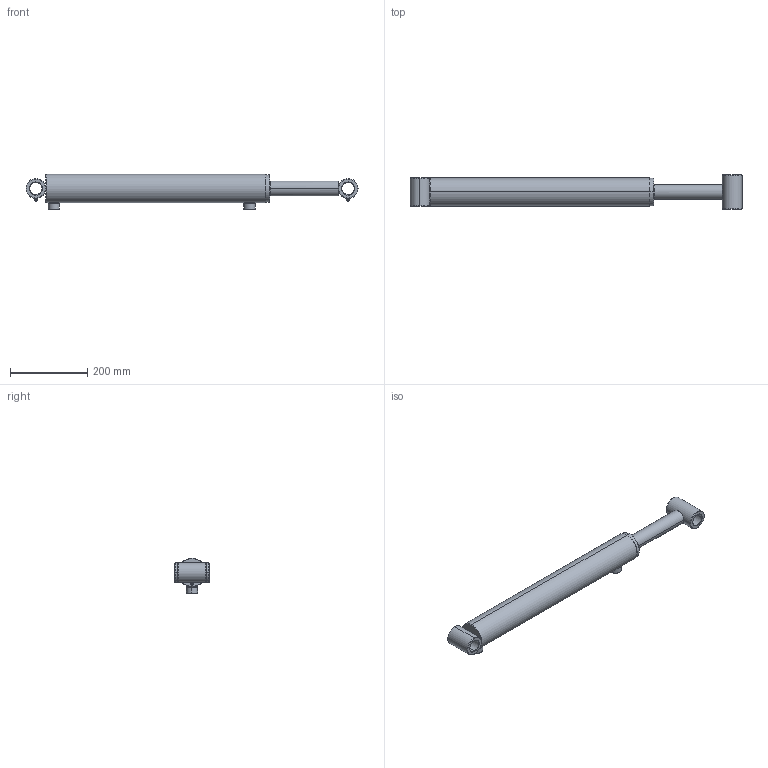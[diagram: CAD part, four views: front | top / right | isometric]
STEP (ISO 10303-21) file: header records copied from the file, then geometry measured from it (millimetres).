
FILE_DESCRIPTION (( 'STEP AP214' ), '1' );
FILE_NAME ('WLD-2.5x18.25.STEP', '2023-07-07T06:04:35', ( '' ), ( '' ), 'SwSTEP 2.0', 'SolidWorks 2014', '' );
FILE_SCHEMA (( 'AUTOMOTIVE_DESIGN' ));
Length unit declared in the file: millimetre
Products named in the file (4): WLD-2.5x18.25; Zerk M6; Bore; ROD
Assembly tree (4 placements, depth 2):
  WLD-2.5x18.25
    Bore
    ROD
    Zerk M6  x2
Bounding box: 857.3 x 89 x 91 mm (x, y, z)
Volume: 1876359.9 mm3; surface area: 404373 mm2
Topology: 4 solids, 4 shells, 147 faces, 371 edges, 229 vertices
Faces by surface type: cone 62, plane 40, cylinder 39, bspline 6
Entity records: 4951 total; most frequent: CARTESIAN_POINT 1525, ORIENTED_EDGE 646, DIRECTION 646, EDGE_CURVE 323, AXIS2_PLACEMENT_3D 260, VERTEX_POINT 197, EDGE_LOOP 142, CIRCLE 129
